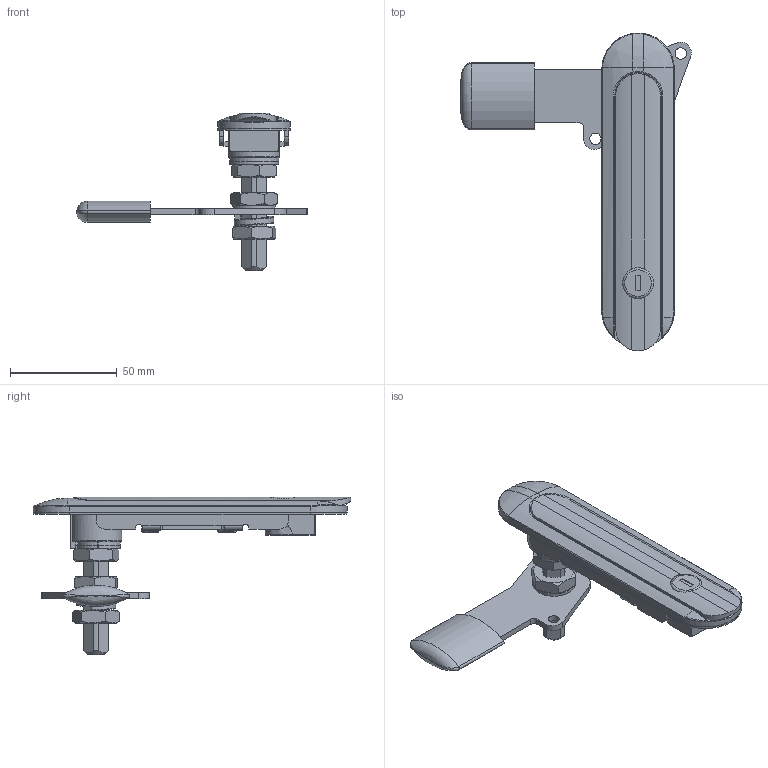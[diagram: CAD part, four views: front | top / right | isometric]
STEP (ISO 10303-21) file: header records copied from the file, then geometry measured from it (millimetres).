
FILE_DESCRIPTION(/* description */ (''),/* implementation_level */ '2;1');
FILE_NAME(/* name */ 'DR_AF3282-3.stp',/* time_stamp */ '2023-09-19T09:43:36+09:00',/* author */ ('user'),/* organization */ (''),/* preprocessor_version */ 'ST-DEVELOPER v15.6',/* originating_system */ 'Autodesk Inventor 2015',/* authorisation */ '');
FILE_SCHEMA (('AUTOMOTIVE_DESIGN { 1 0 10303 214 3 1 1 }'));
Length unit declared in the file: millimetre
Products named in the file (12): DR_AF3282-3 - 복사본; DR_AF3282-3_H; DR_AF3282-3-B; DR_AF3282-3-G; DR_AF3282-3-HB; DR_AF3282-3-NUT; DR_AF3282-3-WH; DR_AF3282-3-WH2; DR_m6-sc; DR_AF3283-5-Braket; DR_AF3283-3-P; DR_AF3282-3
Bounding box: 108.21 x 149 x 74 mm (x, y, z)
Volume: 68709.5 mm3; surface area: 53732.8 mm2
Topology: 16 solids, 16 shells, 629 faces, 1569 edges, 987 vertices
Faces by surface type: plane 263, cylinder 187, bspline 90, cone 32, torus 31, sphere 26
Full cylindrical faces by diameter (mm): 3 x2, 4.134 x2, 5 x2, 5.3 x2, 6 x2, 7 x1, 10.5 x3, 10.6 x2, 12.5 x1, 12.6 x1, 12.8 x1, 14.5 x1, 15.3 x1, 16 x1, 17 x1, 18.6 x1, 20 x1, 20.5 x1, 22 x2
Entity records: 17099 total; most frequent: CARTESIAN_POINT 5278, ORIENTED_EDGE 2404, DIRECTION 2354, EDGE_CURVE 1202, AXIS2_PLACEMENT_3D 872, VERTEX_POINT 782, LINE 610, VECTOR 610
